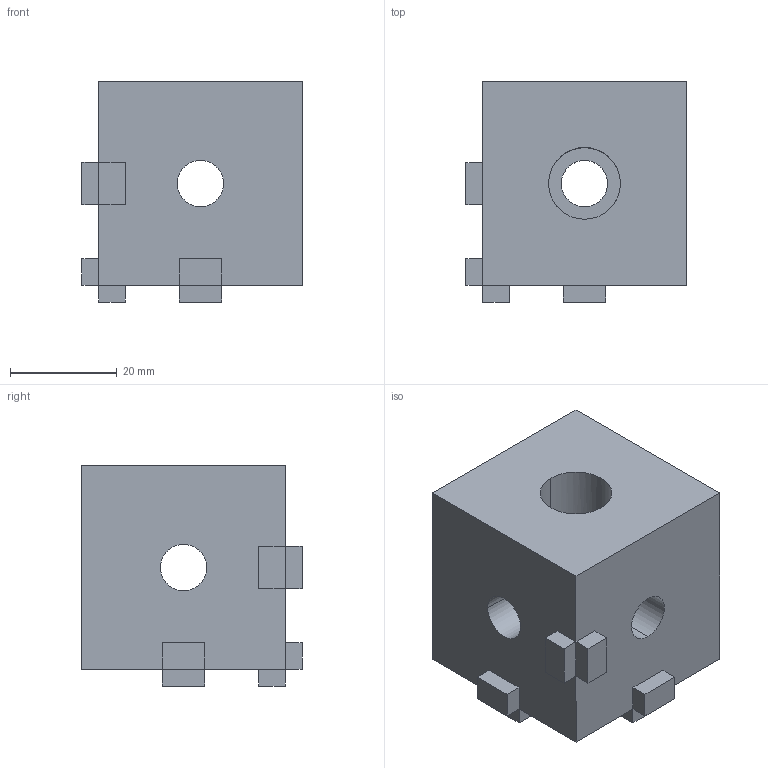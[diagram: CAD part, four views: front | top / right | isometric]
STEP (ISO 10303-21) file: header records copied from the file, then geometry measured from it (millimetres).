
FILE_DESCRIPTION((''),'2;1');
FILE_NAME('15CB4846.stp','2006-03-13T15:40:14',('Shawn Mantel'),('Faztek, LLC'),'Mechanical Desktop 2005','Mechanical Desktop 2005',', , ');
FILE_SCHEMA(('CONFIG_CONTROL_DESIGN'));
Length unit declared in the file: inch
Products named in the file (1): Product
Bounding box: 41.27 x 41.27 x 41.27 mm (x, y, z)
Volume: 45134.4 mm3; surface area: 11798 mm2
Topology: 1 solids, 1 shells, 57 faces, 146 edges, 90 vertices
Faces by surface type: plane 39, cylinder 18
Entity records: 1825 total; most frequent: DIRECTION 306, CARTESIAN_POINT 294, ORIENTED_EDGE 292, EDGE_CURVE 146, AXIS2_PLACEMENT_3D 102, VECTOR 102, LINE 102, VERTEX_POINT 90
